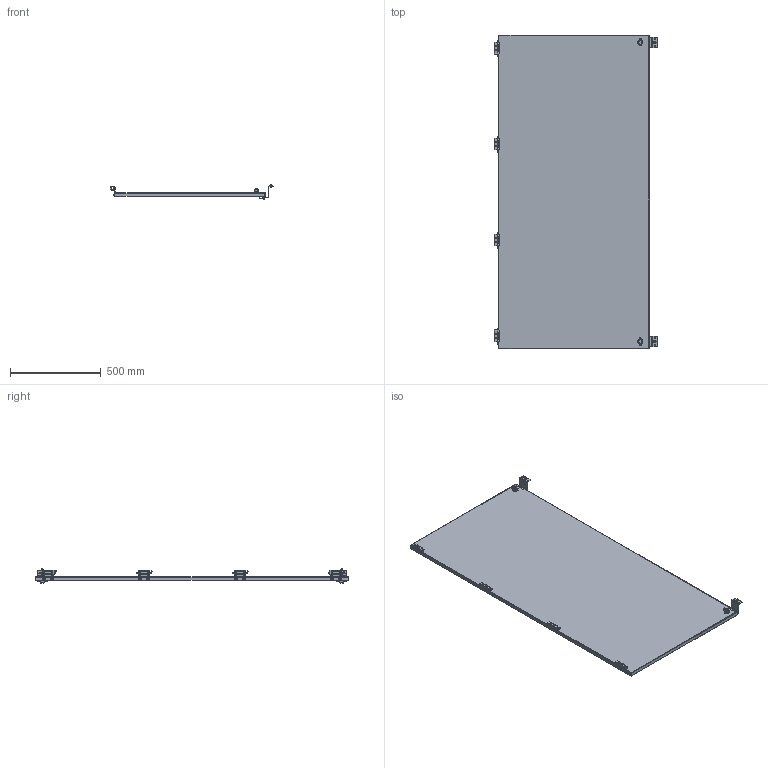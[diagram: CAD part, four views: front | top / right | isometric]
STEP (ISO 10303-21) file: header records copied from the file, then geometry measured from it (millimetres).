
FILE_DESCRIPTION (( 'STEP AP214' ), '1' );
FILE_NAME ('SCE-DF72EL36LP.STEP', '2022-07-26T10:29:33', ( '' ), ( '' ), 'SwSTEP 2.0', 'SolidWorks 2021', '' );
FILE_SCHEMA (( 'AUTOMOTIVE_DESIGN' ));
Length unit declared in the file: inch
Products named in the file (1): SCE-DF72EL36LP
Bounding box: 900.48 x 1727.2 x 78.6 mm (x, y, z)
Volume: 2481825.5 mm3; surface area: 3194510.4 mm2
Topology: 57 solids, 57 shells, 1549 faces, 3914 edges, 2374 vertices
Faces by surface type: plane 781, cylinder 412, bspline 214, cone 82, torus 44, sphere 16
Full cylindrical faces by diameter (mm): 3.962 x4, 4.013 x16, 4.216 x8, 4.318 x2, 4.775 x12, 4.826 x18, 4.978 x12, 5 x2, 5.08 x8, 5.283 x8, 6.325 x12, 6.35 x12, 8.636 x10, 9.474 x8, 9.9 x2, 10 x2, 11 x2, 12.446 x2, 12.7 x2, 12.8 x2, 16 x4, 16.1 x2, 19.8 x2, 28 x2
Entity records: 51198 total; most frequent: CARTESIAN_POINT 16734, ORIENTED_EDGE 6824, DIRECTION 6530, EDGE_CURVE 3412, AXIS2_PLACEMENT_3D 2400, VERTEX_POINT 2290, EDGE_LOOP 2002, LINE 1730
